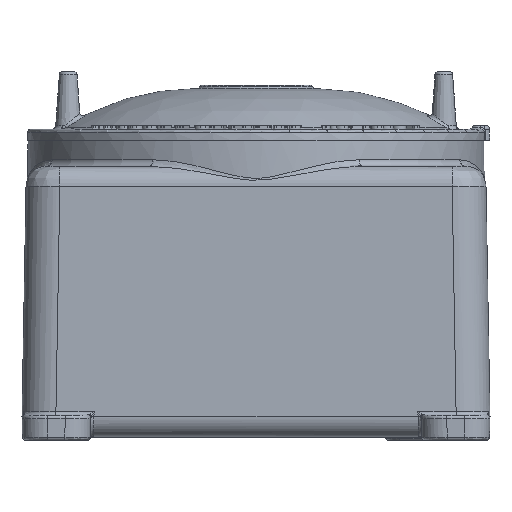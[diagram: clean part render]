
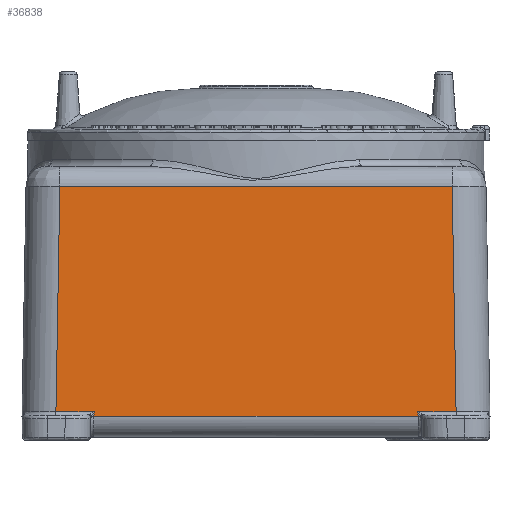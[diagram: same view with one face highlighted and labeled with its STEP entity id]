
A CAD part, front view. The second image highlights one B-rep face of the part: STEP entity #36838.
In plain terms, the highlighted planar face has unit normal (0, -1, 0.018).
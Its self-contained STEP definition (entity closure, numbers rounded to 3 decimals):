
#33311=CARTESIAN_POINT('',(-95.703,-138.239,14.965));
#33312=VERTEX_POINT('',#33311);
#33853=CARTESIAN_POINT('',(-118.242,-138.239,14.965));
#33854=VERTEX_POINT('',#33853);
#33855=CARTESIAN_POINT('',(-95.703,-138.239,14.965));
#33856=DIRECTION('',(-1.0,0.0,0.0));
#33857=VECTOR('',#33856,22.539);
#33858=LINE('',#33855,#33857);
#33859=EDGE_CURVE('',#33312,#33854,#33858,.T.);
#33885=CARTESIAN_POINT('',(-95.751,-138.287,12.209));
#33886=VERTEX_POINT('',#33885);
#33894=CARTESIAN_POINT('',(-95.751,-138.287,12.209));
#33895=DIRECTION('',(0.017,0.017,1.));
#33896=VECTOR('',#33895,2.757);
#33897=LINE('',#33894,#33896);
#33898=EDGE_CURVE('',#33886,#33312,#33897,.T.);
#35210=CARTESIAN_POINT('',(95.703,-138.239,14.965));
#35211=VERTEX_POINT('',#35210);
#35389=CARTESIAN_POINT('',(95.751,-138.287,12.209));
#35390=VERTEX_POINT('',#35389);
#35425=CARTESIAN_POINT('',(95.703,-138.239,14.965));
#35426=DIRECTION('',(0.017,-0.017,-1.));
#35427=VECTOR('',#35426,2.757);
#35428=LINE('',#35425,#35427);
#35429=EDGE_CURVE('',#35211,#35390,#35428,.T.);
#35449=CARTESIAN_POINT('',(118.242,-138.239,14.965));
#35450=VERTEX_POINT('',#35449);
#35458=CARTESIAN_POINT('',(118.242,-138.239,14.965));
#35459=DIRECTION('',(-1.0,0.0,0.0));
#35460=VECTOR('',#35459,22.539);
#35461=LINE('',#35458,#35460);
#35462=EDGE_CURVE('',#35450,#35211,#35461,.T.);
#36648=CARTESIAN_POINT('',(115.916,-135.913,148.209));
#36649=VERTEX_POINT('',#36648);
#36657=CARTESIAN_POINT('',(115.916,-135.913,148.209));
#36658=DIRECTION('',(0.017,-0.017,-1.));
#36659=VECTOR('',#36658,133.285);
#36660=LINE('',#36657,#36659);
#36661=EDGE_CURVE('',#36649,#35450,#36660,.T.);
#36801=CARTESIAN_POINT('',(95.751,-138.287,12.209));
#36802=DIRECTION('',(-1.0,0.0,0.0));
#36803=VECTOR('',#36802,191.502);
#36804=LINE('',#36801,#36803);
#36805=EDGE_CURVE('',#35390,#33886,#36804,.T.);
#36811=CARTESIAN_POINT('',(138.5,-138.5,0.0));
#36812=DIRECTION('',(0.0,-1.,0.017));
#36813=DIRECTION('',(0.0,-0.017,-1.));
#36814=AXIS2_PLACEMENT_3D('',#36811,#36812,#36813);
#36815=PLANE('',#36814);
#36816=ORIENTED_EDGE('',*,*,#35462,.F.);
#36817=ORIENTED_EDGE('',*,*,#36661,.F.);
#36818=CARTESIAN_POINT('',(-115.916,-135.913,148.209));
#36819=VERTEX_POINT('',#36818);
#36820=CARTESIAN_POINT('',(-115.916,-135.913,148.209));
#36821=DIRECTION('',(1.0,0.0,0.0));
#36822=VECTOR('',#36821,231.832);
#36823=LINE('',#36820,#36822);
#36824=EDGE_CURVE('',#36819,#36649,#36823,.T.);
#36825=ORIENTED_EDGE('',*,*,#36824,.F.);
#36826=CARTESIAN_POINT('',(-118.242,-138.239,14.965));
#36827=DIRECTION('',(0.017,0.017,1.));
#36828=VECTOR('',#36827,133.285);
#36829=LINE('',#36826,#36828);
#36830=EDGE_CURVE('',#33854,#36819,#36829,.T.);
#36831=ORIENTED_EDGE('',*,*,#36830,.F.);
#36832=ORIENTED_EDGE('',*,*,#33859,.F.);
#36833=ORIENTED_EDGE('',*,*,#33898,.F.);
#36834=ORIENTED_EDGE('',*,*,#36805,.F.);
#36835=ORIENTED_EDGE('',*,*,#35429,.F.);
#36836=EDGE_LOOP('',(#36816,#36817,#36825,#36831,#36832,#36833,#36834,#36835));
#36837=FACE_OUTER_BOUND('',#36836,.T.);
#36838=ADVANCED_FACE('',(#36837),#36815,.T.);
